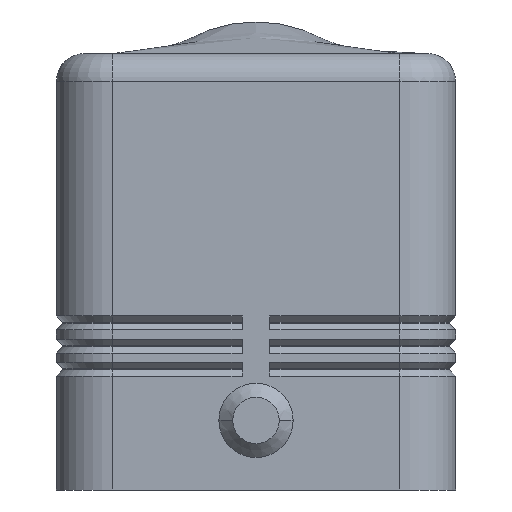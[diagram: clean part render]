
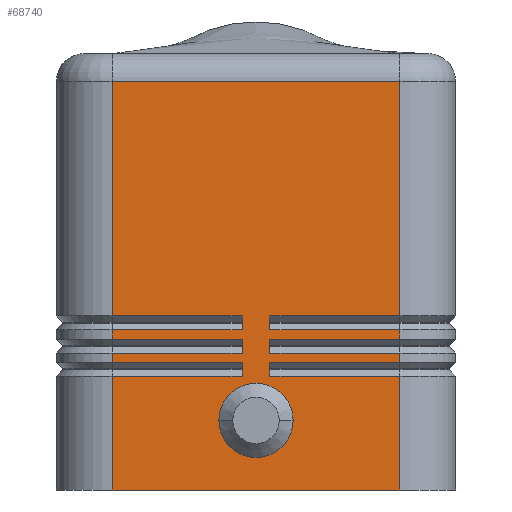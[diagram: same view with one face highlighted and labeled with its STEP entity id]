
A CAD part, left-side view. The second image highlights one B-rep face of the part: STEP entity #68740.
In plain terms, the highlighted planar face has unit normal (-1, 0, 0).
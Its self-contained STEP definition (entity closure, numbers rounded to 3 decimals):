
#2250=CARTESIAN_POINT('',(-30.,-15.5,13.75));
#2260=VERTEX_POINT('',#2250);
#2700=CARTESIAN_POINT('',(-30.,-15.5,12.25));
#2710=DIRECTION('',(0.,0.,-1.));
#2720=VECTOR('',#2710,12.25);
#2730=LINE('',#2700,#2720);
#2740=CARTESIAN_POINT('',(-30.,-15.5,12.25));
#2750=VERTEX_POINT('',#2740);
#2760=CARTESIAN_POINT('',(-30.,-15.5,0.));
#2770=VERTEX_POINT('',#2760);
#2780=EDGE_CURVE('',#2750,#2770,#2730,.T.);
#5570=CARTESIAN_POINT('',(-30.,-15.5,16.25));
#5580=VERTEX_POINT('',#5570);
#6020=CARTESIAN_POINT('',(-30.,-15.5,14.75));
#6030=DIRECTION('',(0.,0.,-1.));
#6040=VECTOR('',#6030,1.);
#6050=LINE('',#6020,#6040);
#6060=CARTESIAN_POINT('',(-30.,-15.5,14.75));
#6070=VERTEX_POINT('',#6060);
#6080=EDGE_CURVE('',#6070,#2260,#6050,.T.);
#7580=CARTESIAN_POINT('',(-30.,-15.5,44.));
#7590=DIRECTION('',(0.,0.,-1.));
#7600=VECTOR('',#7590,25.25);
#7610=LINE('',#7580,#7600);
#7620=CARTESIAN_POINT('',(-30.,-15.5,44.));
#7630=VERTEX_POINT('',#7620);
#7640=CARTESIAN_POINT('',(-30.,-15.5,18.75));
#7650=VERTEX_POINT('',#7640);
#7660=EDGE_CURVE('',#7630,#7650,#7610,.T.);
#8850=CARTESIAN_POINT('',(-30.,-15.5,17.25));
#8860=DIRECTION('',(0.,0.,-1.));
#8870=VECTOR('',#8860,1.);
#8880=LINE('',#8850,#8870);
#8890=CARTESIAN_POINT('',(-30.,-15.5,17.25));
#8900=VERTEX_POINT('',#8890);
#8910=EDGE_CURVE('',#8900,#5580,#8880,.T.);
#10560=CARTESIAN_POINT('',(-30.,15.5,13.75));
#10570=VERTEX_POINT('',#10560);
#11880=CARTESIAN_POINT('',(-30.,15.5,0.));
#11890=DIRECTION('',(0.,0.,1.));
#11900=VECTOR('',#11890,12.25);
#11910=LINE('',#11880,#11900);
#11920=CARTESIAN_POINT('',(-30.,15.5,0.));
#11930=VERTEX_POINT('',#11920);
#11940=CARTESIAN_POINT('',(-30.,15.5,12.25));
#11950=VERTEX_POINT('',#11940);
#11960=EDGE_CURVE('',#11930,#11950,#11910,.T.);
#14610=CARTESIAN_POINT('',(-30.,15.5,16.25));
#14620=DIRECTION('',(0.,0.,1.));
#14630=VECTOR('',#14620,1.);
#14640=LINE('',#14610,#14630);
#14650=CARTESIAN_POINT('',(-30.,15.5,16.25));
#14660=VERTEX_POINT('',#14650);
#14670=CARTESIAN_POINT('',(-30.,15.5,17.25));
#14680=VERTEX_POINT('',#14670);
#14690=EDGE_CURVE('',#14660,#14680,#14640,.T.);
#15100=CARTESIAN_POINT('',(-30.,15.5,18.75));
#15110=DIRECTION('',(0.,0.,1.));
#15120=VECTOR('',#15110,25.25);
#15130=LINE('',#15100,#15120);
#15140=CARTESIAN_POINT('',(-30.,15.5,18.75));
#15150=VERTEX_POINT('',#15140);
#15160=CARTESIAN_POINT('',(-30.,15.5,44.));
#15170=VERTEX_POINT('',#15160);
#15180=EDGE_CURVE('',#15150,#15170,#15130,.T.);
#16370=CARTESIAN_POINT('',(-30.,15.5,13.75));
#16380=DIRECTION('',(0.,0.,1.));
#16390=VECTOR('',#16380,1.);
#16400=LINE('',#16370,#16390);
#16410=CARTESIAN_POINT('',(-30.,15.5,14.75));
#16420=VERTEX_POINT('',#16410);
#16430=EDGE_CURVE('',#10570,#16420,#16400,.T.);
#26740=CARTESIAN_POINT('',(-30.,15.5,44.));
#26750=DIRECTION('',(0.,-1.,0.));
#26760=VECTOR('',#26750,31.);
#26770=LINE('',#26740,#26760);
#26780=EDGE_CURVE('',#15170,#7630,#26770,.T.);
#29430=CARTESIAN_POINT('',(-30.,0.,7.5));
#29440=DIRECTION('',(1.,0.,0.));
#29450=DIRECTION('',(0.,0.,1.));
#29460=AXIS2_PLACEMENT_3D('',#29430,#29440,#29450);
#29470=CIRCLE('',#29460,4.);
#29480=CARTESIAN_POINT('',(-30.,0.,11.5));
#29490=VERTEX_POINT('',#29480);
#29500=CARTESIAN_POINT('',(-30.,-4.,7.5));
#29510=VERTEX_POINT('',#29500);
#29520=EDGE_CURVE('',#29490,#29510,#29470,.T.);
#29790=CARTESIAN_POINT('',(-30.,4.,7.5));
#29800=VERTEX_POINT('',#29790);
#29830=EDGE_CURVE('',#29800,#29490,#29470,.T.);
#62550=CARTESIAN_POINT('',(-30.,1.5,17.25));
#62560=VERTEX_POINT('',#62550);
#62590=CARTESIAN_POINT('',(-30.,15.5,17.25));
#62600=DIRECTION('',(0.,-1.,0.));
#62610=VECTOR('',#62600,14.);
#62620=LINE('',#62590,#62610);
#62630=EDGE_CURVE('',#14680,#62560,#62620,.T.);
#65440=CARTESIAN_POINT('',(-30.,1.5,18.75));
#65450=DIRECTION('',(0.,1.,0.));
#65460=VECTOR('',#65450,14.);
#65470=LINE('',#65440,#65460);
#65480=CARTESIAN_POINT('',(-30.,1.5,18.75));
#65490=VERTEX_POINT('',#65480);
#65500=EDGE_CURVE('',#65490,#15150,#65470,.T.);
#66180=CARTESIAN_POINT('',(-30.,1.5,14.75));
#66190=VERTEX_POINT('',#66180);
#66220=CARTESIAN_POINT('',(-30.,15.5,14.75));
#66230=DIRECTION('',(0.,-1.,0.));
#66240=VECTOR('',#66230,14.);
#66250=LINE('',#66220,#66240);
#66260=EDGE_CURVE('',#16420,#66190,#66250,.T.);
#67350=CARTESIAN_POINT('',(-30.,0.,47.));
#67360=DIRECTION('',(-1.,0.,0.));
#67370=DIRECTION('',(0.,0.,1.));
#67380=AXIS2_PLACEMENT_3D('',#67350,#67360,#67370);
#67390=PLANE('',#67380);
#67400=ORIENTED_EDGE('',*,*,#7660,.F.);
#67410=CARTESIAN_POINT('',(-30.,-15.5,18.75));
#67420=DIRECTION('',(0.,1.,0.));
#67430=VECTOR('',#67420,14.);
#67440=LINE('',#67410,#67430);
#67450=CARTESIAN_POINT('',(-30.,-1.5,18.75));
#67460=VERTEX_POINT('',#67450);
#67470=EDGE_CURVE('',#7650,#67460,#67440,.T.);
#67480=ORIENTED_EDGE('',*,*,#67470,.F.);
#67490=CARTESIAN_POINT('',(-30.,-1.5,18.75));
#67500=DIRECTION('',(0.,0.,-1.));
#67510=VECTOR('',#67500,1.5);
#67520=LINE('',#67490,#67510);
#67530=CARTESIAN_POINT('',(-30.,-1.5,17.25));
#67540=VERTEX_POINT('',#67530);
#67550=EDGE_CURVE('',#67460,#67540,#67520,.T.);
#67560=ORIENTED_EDGE('',*,*,#67550,.F.);
#67570=CARTESIAN_POINT('',(-30.,-1.5,17.25));
#67580=DIRECTION('',(0.,-1.,0.));
#67590=VECTOR('',#67580,14.);
#67600=LINE('',#67570,#67590);
#67610=EDGE_CURVE('',#67540,#8900,#67600,.T.);
#67620=ORIENTED_EDGE('',*,*,#67610,.F.);
#67630=ORIENTED_EDGE('',*,*,#8910,.F.);
#67640=CARTESIAN_POINT('',(-30.,-15.5,16.25));
#67650=DIRECTION('',(0.,1.,0.));
#67660=VECTOR('',#67650,14.);
#67670=LINE('',#67640,#67660);
#67680=CARTESIAN_POINT('',(-30.,-1.5,16.25));
#67690=VERTEX_POINT('',#67680);
#67700=EDGE_CURVE('',#5580,#67690,#67670,.T.);
#67710=ORIENTED_EDGE('',*,*,#67700,.F.);
#67720=CARTESIAN_POINT('',(-30.,-1.5,16.25));
#67730=DIRECTION('',(0.,0.,-1.));
#67740=VECTOR('',#67730,1.5);
#67750=LINE('',#67720,#67740);
#67760=CARTESIAN_POINT('',(-30.,-1.5,14.75));
#67770=VERTEX_POINT('',#67760);
#67780=EDGE_CURVE('',#67690,#67770,#67750,.T.);
#67790=ORIENTED_EDGE('',*,*,#67780,.F.);
#67800=CARTESIAN_POINT('',(-30.,-1.5,14.75));
#67810=DIRECTION('',(0.,-1.,0.));
#67820=VECTOR('',#67810,14.);
#67830=LINE('',#67800,#67820);
#67840=EDGE_CURVE('',#67770,#6070,#67830,.T.);
#67850=ORIENTED_EDGE('',*,*,#67840,.F.);
#67860=ORIENTED_EDGE('',*,*,#6080,.F.);
#67870=CARTESIAN_POINT('',(-30.,-15.5,13.75));
#67880=DIRECTION('',(0.,1.,0.));
#67890=VECTOR('',#67880,14.);
#67900=LINE('',#67870,#67890);
#67910=CARTESIAN_POINT('',(-30.,-1.5,13.75));
#67920=VERTEX_POINT('',#67910);
#67930=EDGE_CURVE('',#2260,#67920,#67900,.T.);
#67940=ORIENTED_EDGE('',*,*,#67930,.F.);
#67950=CARTESIAN_POINT('',(-30.,-1.5,13.75));
#67960=DIRECTION('',(0.,0.,-1.));
#67970=VECTOR('',#67960,1.5);
#67980=LINE('',#67950,#67970);
#67990=CARTESIAN_POINT('',(-30.,-1.5,12.25));
#68000=VERTEX_POINT('',#67990);
#68010=EDGE_CURVE('',#67920,#68000,#67980,.T.);
#68020=ORIENTED_EDGE('',*,*,#68010,.F.);
#68030=CARTESIAN_POINT('',(-30.,-1.5,12.25));
#68040=DIRECTION('',(0.,-1.,0.));
#68050=VECTOR('',#68040,14.);
#68060=LINE('',#68030,#68050);
#68070=EDGE_CURVE('',#68000,#2750,#68060,.T.);
#68080=ORIENTED_EDGE('',*,*,#68070,.F.);
#68090=ORIENTED_EDGE('',*,*,#2780,.F.);
#68100=CARTESIAN_POINT('',(-30.,-15.5,0.));
#68110=DIRECTION('',(0.,1.,0.));
#68120=VECTOR('',#68110,31.);
#68130=LINE('',#68100,#68120);
#68140=EDGE_CURVE('',#2770,#11930,#68130,.T.);
#68150=ORIENTED_EDGE('',*,*,#68140,.F.);
#68160=ORIENTED_EDGE('',*,*,#11960,.F.);
#68170=CARTESIAN_POINT('',(-30.,15.5,12.25));
#68180=DIRECTION('',(0.,-1.,0.));
#68190=VECTOR('',#68180,14.);
#68200=LINE('',#68170,#68190);
#68210=CARTESIAN_POINT('',(-30.,1.5,12.25));
#68220=VERTEX_POINT('',#68210);
#68230=EDGE_CURVE('',#11950,#68220,#68200,.T.);
#68240=ORIENTED_EDGE('',*,*,#68230,.F.);
#68250=CARTESIAN_POINT('',(-30.,1.5,12.25));
#68260=DIRECTION('',(0.,0.,1.));
#68270=VECTOR('',#68260,1.5);
#68280=LINE('',#68250,#68270);
#68290=CARTESIAN_POINT('',(-30.,1.5,13.75));
#68300=VERTEX_POINT('',#68290);
#68310=EDGE_CURVE('',#68220,#68300,#68280,.T.);
#68320=ORIENTED_EDGE('',*,*,#68310,.F.);
#68330=CARTESIAN_POINT('',(-30.,1.5,13.75));
#68340=DIRECTION('',(0.,1.,0.));
#68350=VECTOR('',#68340,14.);
#68360=LINE('',#68330,#68350);
#68370=EDGE_CURVE('',#68300,#10570,#68360,.T.);
#68380=ORIENTED_EDGE('',*,*,#68370,.F.);
#68390=ORIENTED_EDGE('',*,*,#16430,.F.);
#68400=ORIENTED_EDGE('',*,*,#66260,.F.);
#68410=CARTESIAN_POINT('',(-30.,1.5,14.75));
#68420=DIRECTION('',(0.,0.,1.));
#68430=VECTOR('',#68420,1.5);
#68440=LINE('',#68410,#68430);
#68450=CARTESIAN_POINT('',(-30.,1.5,16.25));
#68460=VERTEX_POINT('',#68450);
#68470=EDGE_CURVE('',#66190,#68460,#68440,.T.);
#68480=ORIENTED_EDGE('',*,*,#68470,.F.);
#68490=CARTESIAN_POINT('',(-30.,1.5,16.25));
#68500=DIRECTION('',(0.,1.,0.));
#68510=VECTOR('',#68500,14.);
#68520=LINE('',#68490,#68510);
#68530=EDGE_CURVE('',#68460,#14660,#68520,.T.);
#68540=ORIENTED_EDGE('',*,*,#68530,.F.);
#68550=ORIENTED_EDGE('',*,*,#14690,.F.);
#68560=ORIENTED_EDGE('',*,*,#62630,.F.);
#68570=CARTESIAN_POINT('',(-30.,1.5,17.25));
#68580=DIRECTION('',(0.,0.,1.));
#68590=VECTOR('',#68580,1.5);
#68600=LINE('',#68570,#68590);
#68610=EDGE_CURVE('',#62560,#65490,#68600,.T.);
#68620=ORIENTED_EDGE('',*,*,#68610,.F.);
#68630=ORIENTED_EDGE('',*,*,#65500,.F.);
#68640=ORIENTED_EDGE('',*,*,#15180,.F.);
#68650=ORIENTED_EDGE('',*,*,#26780,.F.);
#68660=EDGE_LOOP('',(#68650,#68640,#68630,#68620,#68560,#68550,#68540,
#68480,#68400,#68390,#68380,#68320,#68240,#68160,#68150,#68090,#68080,
#68020,#67940,#67860,#67850,#67790,#67710,#67630,#67620,#67560,#67480,
#67400));
#68670=FACE_OUTER_BOUND('',#68660,.T.);
#68680=EDGE_CURVE('',#29510,#29800,#29470,.T.);
#68690=ORIENTED_EDGE('',*,*,#68680,.T.);
#68700=ORIENTED_EDGE('',*,*,#29520,.T.);
#68710=ORIENTED_EDGE('',*,*,#29830,.T.);
#68720=EDGE_LOOP('',(#68710,#68700,#68690));
#68730=FACE_BOUND('',#68720,.T.);
#68740=ADVANCED_FACE('',(#68670,#68730),#67390,.T.);
